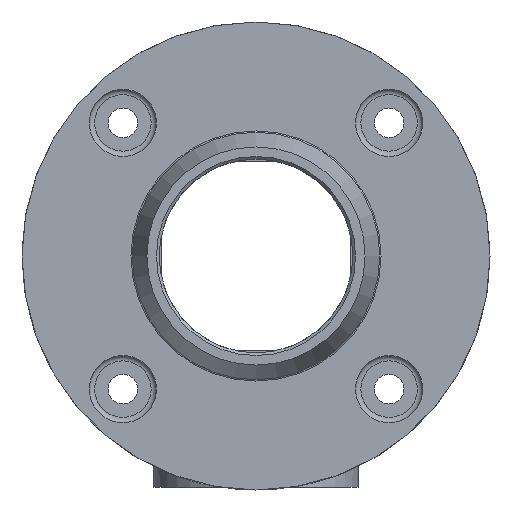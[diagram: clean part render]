
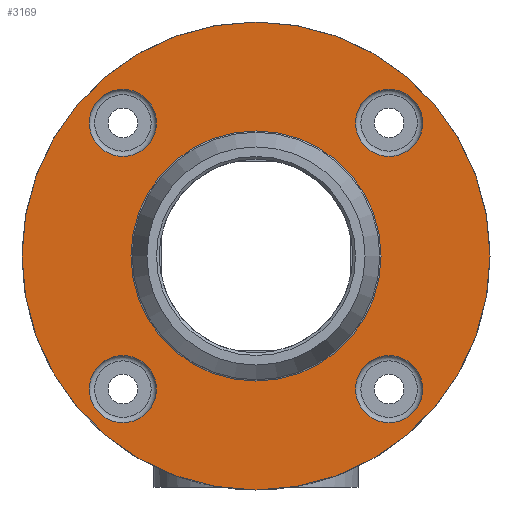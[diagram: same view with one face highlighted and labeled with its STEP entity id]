
A CAD part, left-side view. The second image highlights one B-rep face of the part: STEP entity #3169.
In plain terms, the highlighted planar face has unit normal (-1, 0, 0).
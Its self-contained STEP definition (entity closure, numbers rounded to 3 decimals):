
#479=PLANE('',#3508);
#592=FACE_BOUND('',#1059,.T.);
#593=FACE_BOUND('',#1060,.T.);
#594=FACE_BOUND('',#1061,.T.);
#595=FACE_BOUND('',#1062,.T.);
#596=FACE_BOUND('',#1063,.T.);
#842=FACE_OUTER_BOUND('',#1058,.T.);
#1058=EDGE_LOOP('',(#2668));
#1059=EDGE_LOOP('',(#2669));
#1060=EDGE_LOOP('',(#2670));
#1061=EDGE_LOOP('',(#2671));
#1062=EDGE_LOOP('',(#2672));
#1063=EDGE_LOOP('',(#2673));
#1298=CIRCLE('',#3505,87.);
#1299=CIRCLE('',#3507,12.5);
#1300=CIRCLE('',#3509,12.5);
#1301=CIRCLE('',#3510,12.5);
#1302=CIRCLE('',#3511,12.5);
#1303=CIRCLE('',#3512,46.5);
#1561=VERTEX_POINT('',#6431);
#1562=VERTEX_POINT('',#6434);
#1563=VERTEX_POINT('',#6437);
#1564=VERTEX_POINT('',#6439);
#1565=VERTEX_POINT('',#6441);
#1566=VERTEX_POINT('',#6443);
#1971=EDGE_CURVE('',#1561,#1561,#1298,.T.);
#1972=EDGE_CURVE('',#1562,#1562,#1299,.T.);
#1973=EDGE_CURVE('',#1563,#1563,#1300,.T.);
#1974=EDGE_CURVE('',#1564,#1564,#1301,.T.);
#1975=EDGE_CURVE('',#1565,#1565,#1302,.T.);
#1976=EDGE_CURVE('',#1566,#1566,#1303,.T.);
#2668=ORIENTED_EDGE('',*,*,#1971,.T.);
#2669=ORIENTED_EDGE('',*,*,#1973,.T.);
#2670=ORIENTED_EDGE('',*,*,#1974,.T.);
#2671=ORIENTED_EDGE('',*,*,#1975,.T.);
#2672=ORIENTED_EDGE('',*,*,#1976,.F.);
#2673=ORIENTED_EDGE('',*,*,#1972,.T.);
#3169=ADVANCED_FACE('',(#842,#592,#593,#594,#595,#596),#479,.T.);
#3505=AXIS2_PLACEMENT_3D('',#6432,#4289,#4290);
#3507=AXIS2_PLACEMENT_3D('',#6435,#4293,#4294);
#3508=AXIS2_PLACEMENT_3D('',#6436,#4295,#4296);
#3509=AXIS2_PLACEMENT_3D('',#6438,#4297,#4298);
#3510=AXIS2_PLACEMENT_3D('',#6440,#4299,#4300);
#3511=AXIS2_PLACEMENT_3D('',#6442,#4301,#4302);
#3512=AXIS2_PLACEMENT_3D('',#6444,#4303,#4304);
#4289=DIRECTION('center_axis',(-1.,0.,0.));
#4290=DIRECTION('ref_axis',(0.,0.,1.));
#4293=DIRECTION('center_axis',(1.,0.,0.));
#4294=DIRECTION('ref_axis',(0.,1.,0.));
#4295=DIRECTION('center_axis',(-1.,0.,0.));
#4296=DIRECTION('ref_axis',(0.,0.,1.));
#4297=DIRECTION('center_axis',(1.,0.,0.));
#4298=DIRECTION('ref_axis',(0.,0.,
-1.));
#4299=DIRECTION('center_axis',(1.,0.,0.));
#4300=DIRECTION('ref_axis',(0.,0.,1.));
#4301=DIRECTION('center_axis',(1.,0.,0.));
#4302=DIRECTION('ref_axis',(0.,-1.,0.));
#4303=DIRECTION('center_axis',(-1.,0.,0.));
#4304=DIRECTION('ref_axis',(0.,0.,-1.));
#6431=CARTESIAN_POINT('',(-13.,0.,87.));
#6432=CARTESIAN_POINT('Origin',(-13.,0.,0.));
#6434=CARTESIAN_POINT('',(-13.,61.997,-49.497));
#6435=CARTESIAN_POINT('Origin',(-13.,49.497,-49.497));
#6436=CARTESIAN_POINT('Origin',(-13.,0.,66.5));
#6437=CARTESIAN_POINT('',(-13.,-49.497,-61.997));
#6438=CARTESIAN_POINT('Origin',(-13.,-49.497,-49.497));
#6439=CARTESIAN_POINT('',(-13.,49.497,61.997));
#6440=CARTESIAN_POINT('Origin',(-13.,49.497,49.497));
#6441=CARTESIAN_POINT('',(-13.,-61.997,49.497));
#6442=CARTESIAN_POINT('Origin',(-13.,-49.497,49.497));
#6443=CARTESIAN_POINT('',(-13.,0.,46.5));
#6444=CARTESIAN_POINT('Origin',(-13.,0.,0.));
